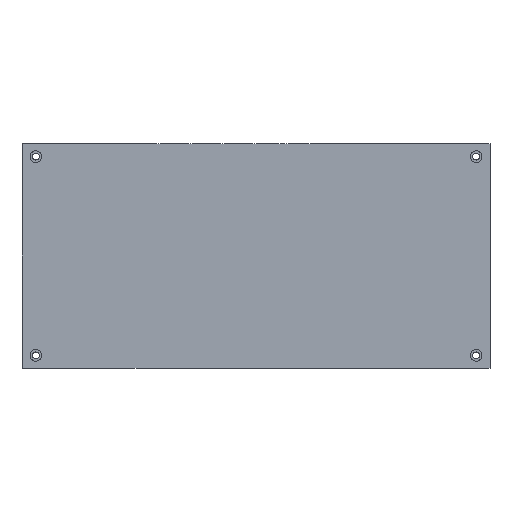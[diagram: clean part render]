
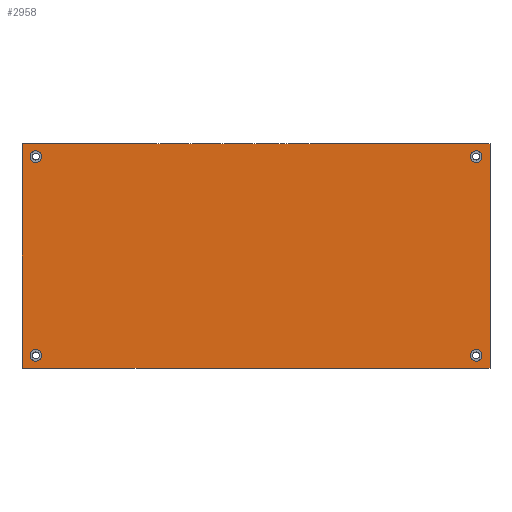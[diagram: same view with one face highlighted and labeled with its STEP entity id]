
A CAD part, front view. The second image highlights one B-rep face of the part: STEP entity #2958.
In plain terms, the highlighted planar face has unit normal (0, -1, 0).
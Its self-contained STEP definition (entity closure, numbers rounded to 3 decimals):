
#40 = DIRECTION ( 'NONE',  ( 0., -1., 0. ) ) ;
#116 = VERTEX_POINT ( 'NONE', #17712 ) ;
#148 = DIRECTION ( 'NONE',  ( 0., 0., -1. ) ) ;
#173 = CARTESIAN_POINT ( 'NONE',  ( -109.5, -2.5, -52.5 ) ) ;
#267 = CARTESIAN_POINT ( 'NONE',  ( 0., -2.5, 0. ) ) ;
#540 = LINE ( 'NONE', #13982, #14458 ) ;
#593 = CARTESIAN_POINT ( 'NONE',  ( -103., -2.5, 46.5 ) ) ;
#594 = DIRECTION ( 'NONE',  ( 0., -1., 0. ) ) ;
#809 = CARTESIAN_POINT ( 'NONE',  ( 103., -2.5, 43.75 ) ) ;
#1737 = EDGE_CURVE ( 'NONE', #18664, #1897, #13172, .T. ) ;
#1849 = EDGE_LOOP ( 'NONE', ( #11679, #21311 ) ) ;
#1897 = VERTEX_POINT ( 'NONE', #8957 ) ;
#1961 = ORIENTED_EDGE ( 'NONE', *, *, #11668, .F. ) ;
#1993 = CIRCLE ( 'NONE', #17461, 2.75 ) ;
#2096 = CARTESIAN_POINT ( 'NONE',  ( 103., -2.5, 46.5 ) ) ;
#2126 = FACE_BOUND ( 'NONE', #20889, .T. ) ;
#2559 = DIRECTION ( 'NONE',  ( 0., 0., -1. ) ) ;
#2936 = ORIENTED_EDGE ( 'NONE', *, *, #13744, .F. ) ;
#2958 = ADVANCED_FACE ( 'NONE', ( #13700, #15362, #3779, #2126, #5538 ), #14022, .F. ) ;
#3011 = AXIS2_PLACEMENT_3D ( 'NONE', #267, #8857, #17119 ) ;
#3027 = ORIENTED_EDGE ( 'NONE', *, *, #13179, .F. ) ;
#3039 = CIRCLE ( 'NONE', #17449, 2.75 ) ;
#3090 = CARTESIAN_POINT ( 'NONE',  ( 109.5, -2.5, -52.5 ) ) ;
#3292 = VERTEX_POINT ( 'NONE', #20074 ) ;
#3460 = DIRECTION ( 'NONE',  ( 0., 0., -1. ) ) ;
#3594 = EDGE_CURVE ( 'NONE', #3598, #17044, #18479, .T. ) ;
#3598 = VERTEX_POINT ( 'NONE', #14940 ) ;
#3725 = CIRCLE ( 'NONE', #16042, 2.75 ) ;
#3779 = FACE_BOUND ( 'NONE', #8692, .T. ) ;
#4221 = DIRECTION ( 'NONE',  ( 0., 0., -1. ) ) ;
#4344 = DIRECTION ( 'NONE',  ( 0., -1., 0. ) ) ;
#4893 = DIRECTION ( 'NONE',  ( 0., 0., -1. ) ) ;
#5129 = LINE ( 'NONE', #173, #17274 ) ;
#5239 = EDGE_CURVE ( 'NONE', #19142, #21474, #20771, .T. ) ;
#5441 = EDGE_LOOP ( 'NONE', ( #2936, #18515, #6574, #13489 ) ) ;
#5531 = DIRECTION ( 'NONE',  ( 0., -1., 0. ) ) ;
#5538 = FACE_OUTER_BOUND ( 'NONE', #5441, .T. ) ;
#5745 = CIRCLE ( 'NONE', #7150, 2.75 ) ;
#5754 = EDGE_CURVE ( 'NONE', #3292, #15964, #540, .T. ) ;
#6000 = EDGE_CURVE ( 'NONE', #1897, #15964, #5129, .T. ) ;
#6251 = VERTEX_POINT ( 'NONE', #21298 ) ;
#6574 = ORIENTED_EDGE ( 'NONE', *, *, #6000, .T. ) ;
#6665 = DIRECTION ( 'NONE',  ( 0., 0., -1. ) ) ;
#6808 = ORIENTED_EDGE ( 'NONE', *, *, #3594, .F. ) ;
#6861 = CARTESIAN_POINT ( 'NONE',  ( -103., -2.5, 46.5 ) ) ;
#7150 = AXIS2_PLACEMENT_3D ( 'NONE', #17351, #594, #14151 ) ;
#8298 = DIRECTION ( 'NONE',  ( 0., -1., 0. ) ) ;
#8692 = EDGE_LOOP ( 'NONE', ( #15780, #1961 ) ) ;
#8857 = DIRECTION ( 'NONE',  ( 0., 1., 0. ) ) ;
#8957 = CARTESIAN_POINT ( 'NONE',  ( -109.5, -2.5, -52.5 ) ) ;
#9221 = CARTESIAN_POINT ( 'NONE',  ( -109.5, -2.5, 52.5 ) ) ;
#9568 = EDGE_CURVE ( 'NONE', #116, #10952, #5745, .T. ) ;
#9988 = CARTESIAN_POINT ( 'NONE',  ( -109.5, -2.5, 52.5 ) ) ;
#10407 = ORIENTED_EDGE ( 'NONE', *, *, #13201, .F. ) ;
#10464 = CARTESIAN_POINT ( 'NONE',  ( -103., -2.5, 43.75 ) ) ;
#10952 = VERTEX_POINT ( 'NONE', #12749 ) ;
#11668 = EDGE_CURVE ( 'NONE', #10952, #116, #17595, .T. ) ;
#11679 = ORIENTED_EDGE ( 'NONE', *, *, #5239, .F. ) ;
#11855 = DIRECTION ( 'NONE',  ( 1., 0., 0. ) ) ;
#12234 = DIRECTION ( 'NONE',  ( 0., -1., 0. ) ) ;
#12558 = DIRECTION ( 'NONE',  ( 0., 0., -1. ) ) ;
#12749 = CARTESIAN_POINT ( 'NONE',  ( 103., -2.5, -43.75 ) ) ;
#13172 = LINE ( 'NONE', #18125, #18326 ) ;
#13179 = EDGE_CURVE ( 'NONE', #6251, #16925, #16052, .T. ) ;
#13201 = EDGE_CURVE ( 'NONE', #16925, #6251, #1993, .T. ) ;
#13250 = DIRECTION ( 'NONE',  ( 0., 0., -1. ) ) ;
#13489 = ORIENTED_EDGE ( 'NONE', *, *, #5754, .F. ) ;
#13553 = DIRECTION ( 'NONE',  ( 0., 0., -1. ) ) ;
#13700 = FACE_BOUND ( 'NONE', #1849, .T. ) ;
#13744 = EDGE_CURVE ( 'NONE', #18664, #3292, #21425, .T. ) ;
#13802 = EDGE_LOOP ( 'NONE', ( #10407, #3027 ) ) ;
#13982 = CARTESIAN_POINT ( 'NONE',  ( 109.5, -2.5, 52.5 ) ) ;
#14022 = PLANE ( 'NONE',  #3011 ) ;
#14151 = DIRECTION ( 'NONE',  ( 0., 0., -1. ) ) ;
#14315 = VECTOR ( 'NONE', #21646, 1000. ) ;
#14458 = VECTOR ( 'NONE', #13553, 1000. ) ;
#14794 = AXIS2_PLACEMENT_3D ( 'NONE', #15253, #16792, #4893 ) ;
#14831 = CARTESIAN_POINT ( 'NONE',  ( -103., -2.5, -46.5 ) ) ;
#14940 = CARTESIAN_POINT ( 'NONE',  ( -103., -2.5, -43.75 ) ) ;
#15122 = CARTESIAN_POINT ( 'NONE',  ( 103., -2.5, 46.5 ) ) ;
#15253 = CARTESIAN_POINT ( 'NONE',  ( 103., -2.5, -46.5 ) ) ;
#15362 = FACE_BOUND ( 'NONE', #13802, .T. ) ;
#15780 = ORIENTED_EDGE ( 'NONE', *, *, #9568, .F. ) ;
#15964 = VERTEX_POINT ( 'NONE', #3090 ) ;
#16042 = AXIS2_PLACEMENT_3D ( 'NONE', #593, #4344, #4221 ) ;
#16052 = CIRCLE ( 'NONE', #17109, 2.75 ) ;
#16792 = DIRECTION ( 'NONE',  ( 0., -1., 0. ) ) ;
#16925 = VERTEX_POINT ( 'NONE', #809 ) ;
#17044 = VERTEX_POINT ( 'NONE', #17883 ) ;
#17109 = AXIS2_PLACEMENT_3D ( 'NONE', #15122, #8298, #13250 ) ;
#17119 = DIRECTION ( 'NONE',  ( 0., 0., 1. ) ) ;
#17274 = VECTOR ( 'NONE', #11855, 1000. ) ;
#17351 = CARTESIAN_POINT ( 'NONE',  ( 103., -2.5, -46.5 ) ) ;
#17410 = AXIS2_PLACEMENT_3D ( 'NONE', #14831, #19882, #6665 ) ;
#17449 = AXIS2_PLACEMENT_3D ( 'NONE', #19078, #5531, #2559 ) ;
#17461 = AXIS2_PLACEMENT_3D ( 'NONE', #2096, #12234, #12558 ) ;
#17595 = CIRCLE ( 'NONE', #14794, 2.75 ) ;
#17712 = CARTESIAN_POINT ( 'NONE',  ( 103., -2.5, -49.25 ) ) ;
#17883 = CARTESIAN_POINT ( 'NONE',  ( -103., -2.5, -49.25 ) ) ;
#17951 = ORIENTED_EDGE ( 'NONE', *, *, #21723, .F. ) ;
#18125 = CARTESIAN_POINT ( 'NONE',  ( -109.5, -2.5, 52.5 ) ) ;
#18326 = VECTOR ( 'NONE', #3460, 1000. ) ;
#18335 = CARTESIAN_POINT ( 'NONE',  ( -103., -2.5, 49.25 ) ) ;
#18479 = CIRCLE ( 'NONE', #17410, 2.75 ) ;
#18515 = ORIENTED_EDGE ( 'NONE', *, *, #1737, .T. ) ;
#18664 = VERTEX_POINT ( 'NONE', #9221 ) ;
#19078 = CARTESIAN_POINT ( 'NONE',  ( -103., -2.5, -46.5 ) ) ;
#19142 = VERTEX_POINT ( 'NONE', #10464 ) ;
#19354 = AXIS2_PLACEMENT_3D ( 'NONE', #6861, #40, #148 ) ;
#19882 = DIRECTION ( 'NONE',  ( 0., -1., 0. ) ) ;
#20072 = EDGE_CURVE ( 'NONE', #21474, #19142, #3725, .T. ) ;
#20074 = CARTESIAN_POINT ( 'NONE',  ( 109.5, -2.5, 52.5 ) ) ;
#20771 = CIRCLE ( 'NONE', #19354, 2.75 ) ;
#20889 = EDGE_LOOP ( 'NONE', ( #17951, #6808 ) ) ;
#21298 = CARTESIAN_POINT ( 'NONE',  ( 103., -2.5, 49.25 ) ) ;
#21311 = ORIENTED_EDGE ( 'NONE', *, *, #20072, .F. ) ;
#21425 = LINE ( 'NONE', #9988, #14315 ) ;
#21474 = VERTEX_POINT ( 'NONE', #18335 ) ;
#21646 = DIRECTION ( 'NONE',  ( 1., 0., 0. ) ) ;
#21723 = EDGE_CURVE ( 'NONE', #17044, #3598, #3039, .T. ) ;
